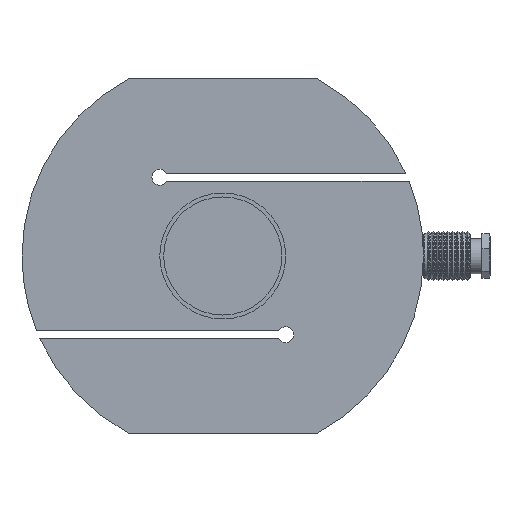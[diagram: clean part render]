
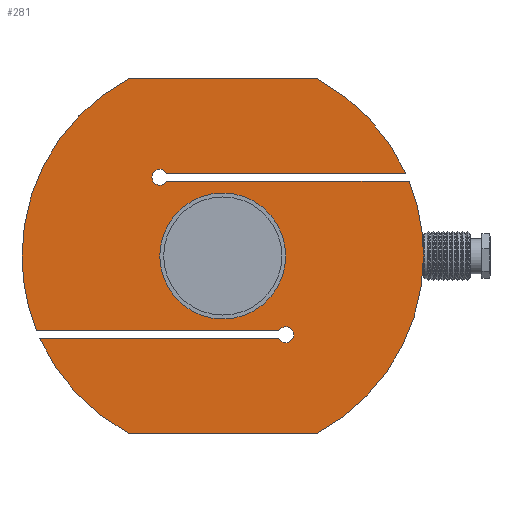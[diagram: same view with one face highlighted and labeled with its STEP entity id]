
A CAD part, front view. The second image highlights one B-rep face of the part: STEP entity #281.
In plain terms, the highlighted face is planar.
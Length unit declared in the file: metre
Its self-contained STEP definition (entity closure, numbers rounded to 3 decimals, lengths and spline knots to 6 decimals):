
#281=ADVANCED_FACE('0:96',(#644,#645),#646,.T.);
#644=FACE_OUTER_BOUND('',#1102,.T.);
#645=FACE_BOUND('',#1103,.T.);
#646=PLANE('',#1104);
#1102=EDGE_LOOP('',(#1717,#1718,#1719,#1720,#1721,#1722,#1723,#1724,#1725,#1726,#1727,#1728,#1729,#1730,#1731,#1732));
#1103=EDGE_LOOP('',(#1733,#1734));
#1104=AXIS2_PLACEMENT_3D('',#1735,#1736,#1737);
#1717=ORIENTED_EDGE('',*,*,#2745,.F.);
#1718=ORIENTED_EDGE('',*,*,#2717,.F.);
#1719=ORIENTED_EDGE('',*,*,#2702,.F.);
#1720=ORIENTED_EDGE('',*,*,#2650,.F.);
#1721=ORIENTED_EDGE('',*,*,#2739,.F.);
#1722=ORIENTED_EDGE('',*,*,#2698,.F.);
#1723=ORIENTED_EDGE('',*,*,#2655,.F.);
#1724=ORIENTED_EDGE('',*,*,#2730,.F.);
#1725=ORIENTED_EDGE('',*,*,#2743,.F.);
#1726=ORIENTED_EDGE('',*,*,#2725,.F.);
#1727=ORIENTED_EDGE('',*,*,#2643,.F.);
#1728=ORIENTED_EDGE('',*,*,#2708,.F.);
#1729=ORIENTED_EDGE('',*,*,#2741,.F.);
#1730=ORIENTED_EDGE('',*,*,#2658,.F.);
#1731=ORIENTED_EDGE('',*,*,#2696,.F.);
#1732=ORIENTED_EDGE('',*,*,#2722,.F.);
#1733=ORIENTED_EDGE('',*,*,#2691,.T.);
#1734=ORIENTED_EDGE('',*,*,#2665,.T.);
#1735=CARTESIAN_POINT('',(0.013161,0.006544,0.0225));
#1736=DIRECTION('',(0.0,0.0,1.0));
#1737=DIRECTION('',(1.0,-0.0,0.0));
#2643=EDGE_CURVE('',#3099,#3102,#3103,.T.);
#2650=EDGE_CURVE('0:159',#3113,#3109,#3115,.T.);
#2655=EDGE_CURVE('0:147',#3122,#3118,#3124,.T.);
#2658=EDGE_CURVE('',#3126,#3129,#3130,.T.);
#2665=EDGE_CURVE('',#3136,#3140,#3142,.T.);
#2691=EDGE_CURVE('0:126',#3140,#3136,#3180,.T.);
#2696=EDGE_CURVE('0:129',#3185,#3126,#3187,.T.);
#2698=EDGE_CURVE('',#3118,#3189,#3190,.T.);
#2702=EDGE_CURVE('',#3109,#3195,#3196,.T.);
#2708=EDGE_CURVE('0:165',#3203,#3099,#3205,.T.);
#2717=EDGE_CURVE('0:192',#3195,#3215,#3216,.T.);
#2722=EDGE_CURVE('0:204',#3221,#3185,#3223,.T.);
#2725=EDGE_CURVE('0:210',#3102,#3227,#3228,.T.);
#2730=EDGE_CURVE('0:222',#3233,#3122,#3235,.T.);
#2739=EDGE_CURVE('0:237',#3189,#3113,#3244,.T.);
#2741=EDGE_CURVE('0:240',#3129,#3203,#3246,.T.);
#2743=EDGE_CURVE('0:243',#3227,#3233,#3248,.T.);
#2745=EDGE_CURVE('0:246',#3215,#3221,#3250,.T.);
#3099=VERTEX_POINT('',#3726);
#3102=VERTEX_POINT('',#3730);
#3103=CIRCLE('',#3731,0.051);
#3109=VERTEX_POINT('',#3738);
#3113=VERTEX_POINT('',#3743);
#3115=CIRCLE('',#3746,0.051);
#3118=VERTEX_POINT('',#3749);
#3122=VERTEX_POINT('',#3754);
#3124=CIRCLE('',#3757,0.002);
#3126=VERTEX_POINT('',#3759);
#3129=VERTEX_POINT('',#3763);
#3130=CIRCLE('',#3764,0.002);
#3136=VERTEX_POINT('',#3771);
#3140=VERTEX_POINT('',#3776);
#3142=CIRCLE('',#3779,0.016);
#3180=CIRCLE('',#3823,0.016);
#3185=VERTEX_POINT('',#3828);
#3187=CIRCLE('',#3831,0.002);
#3189=VERTEX_POINT('',#3833);
#3190=CIRCLE('',#3834,0.002);
#3195=VERTEX_POINT('',#3840);
#3196=CIRCLE('',#3841,0.051);
#3203=VERTEX_POINT('',#3849);
#3205=CIRCLE('',#3852,0.051);
#3215=VERTEX_POINT('',#3863);
#3216=LINE('',#3864,#3865);
#3221=VERTEX_POINT('',#3872);
#3223=LINE('',#3875,#3876);
#3227=VERTEX_POINT('',#3881);
#3228=LINE('',#3882,#3883);
#3233=VERTEX_POINT('',#3890);
#3235=LINE('',#3893,#3894);
#3244=LINE('',#3905,#3906);
#3246=LINE('',#3908,#3909);
#3248=CIRCLE('',#3911,0.051);
#3250=CIRCLE('',#3913,0.051);
#3726=CARTESIAN_POINT('',(0.064161,0.006544,0.0225));
#3730=CARTESIAN_POINT('',(0.037161,-0.038456,0.0225));
#3731=AXIS2_PLACEMENT_3D('',#4513,#4514,#4515);
#3738=CARTESIAN_POINT('',(-0.037839,0.006544,0.0225));
#3743=CARTESIAN_POINT('',(-0.034167,-0.012456,0.0225));
#3746=AXIS2_PLACEMENT_3D('',#4525,#4526,#4527);
#3749=CARTESIAN_POINT('',(0.031161,-0.013456,0.0225));
#3754=CARTESIAN_POINT('',(0.027429,-0.014456,0.0225));
#3757=AXIS2_PLACEMENT_3D('',#4533,#4534,#4535);
#3759=CARTESIAN_POINT('',(-0.004839,0.026544,0.0225));
#3763=CARTESIAN_POINT('',(-0.001106,0.025544,0.0225));
#3764=AXIS2_PLACEMENT_3D('',#4537,#4538,#4539);
#3771=CARTESIAN_POINT('',(0.029161,0.006544,0.0225));
#3776=CARTESIAN_POINT('',(-0.002839,0.006544,0.0225));
#3779=AXIS2_PLACEMENT_3D('',#4549,#4550,#4551);
#3823=AXIS2_PLACEMENT_3D('',#4594,#4595,#4596);
#3828=CARTESIAN_POINT('',(-0.001106,0.027544,0.0225));
#3831=AXIS2_PLACEMENT_3D('',#4604,#4605,#4606);
#3833=CARTESIAN_POINT('',(0.027429,-0.012456,0.0225));
#3834=AXIS2_PLACEMENT_3D('',#4607,#4608,#4609);
#3840=CARTESIAN_POINT('',(-0.010839,0.051544,0.0225));
#3841=AXIS2_PLACEMENT_3D('',#4614,#4615,#4616);
#3849=CARTESIAN_POINT('',(0.06049,0.025544,0.0225));
#3852=AXIS2_PLACEMENT_3D('',#4625,#4626,#4627);
#3863=CARTESIAN_POINT('',(0.037161,0.051544,0.0225));
#3864=CARTESIAN_POINT('',(-0.010839,0.051544,0.0225));
#3865=VECTOR('',#4641,1.0);
#3872=CARTESIAN_POINT('',(0.059637,0.027544,0.0225));
#3875=CARTESIAN_POINT('',(0.059637,0.027544,0.0225));
#3876=VECTOR('',#4645,1.0);
#3881=CARTESIAN_POINT('',(-0.010839,-0.038456,0.0225));
#3882=CARTESIAN_POINT('',(-0.010839,-0.038456,0.0225));
#3883=VECTOR('',#4647,1.0);
#3890=CARTESIAN_POINT('',(-0.033314,-0.014456,0.0225));
#3893=CARTESIAN_POINT('',(0.027429,-0.014456,0.0225));
#3894=VECTOR('',#4651,1.0);
#3905=CARTESIAN_POINT('',(-0.034167,-0.012456,0.0225));
#3906=VECTOR('',#4660,1.0);
#3908=CARTESIAN_POINT('',(-0.001106,0.025544,0.0225));
#3909=VECTOR('',#4661,1.0);
#3911=AXIS2_PLACEMENT_3D('',#4662,#4663,#4664);
#3913=AXIS2_PLACEMENT_3D('',#4665,#4666,#4667);
#4513=CARTESIAN_POINT('',(0.013161,0.006544,0.0225));
#4514=DIRECTION('',(0.0,0.0,-1.0));
#4515=DIRECTION('',(1.0,0.0,0.0));
#4525=CARTESIAN_POINT('',(0.013161,0.006544,0.0225));
#4526=DIRECTION('',(0.0,0.0,-1.0));
#4527=DIRECTION('',(1.0,0.0,0.0));
#4533=CARTESIAN_POINT('',(0.029161,-0.013456,0.0225));
#4534=DIRECTION('',(0.0,-0.0,1.0));
#4535=DIRECTION('',(1.0,0.0,0.0));
#4537=CARTESIAN_POINT('',(-0.002839,0.026544,0.0225));
#4538=DIRECTION('',(0.0,-0.0,1.0));
#4539=DIRECTION('',(1.0,0.0,0.0));
#4549=CARTESIAN_POINT('',(0.013161,0.006544,0.0225));
#4550=DIRECTION('',(0.0,0.0,-1.0));
#4551=DIRECTION('',(1.0,0.0,0.0));
#4594=CARTESIAN_POINT('',(0.013161,0.006544,0.0225));
#4595=DIRECTION('',(0.0,0.0,-1.0));
#4596=DIRECTION('',(1.0,0.0,0.0));
#4604=CARTESIAN_POINT('',(-0.002839,0.026544,0.0225));
#4605=DIRECTION('',(0.0,-0.0,1.0));
#4606=DIRECTION('',(1.0,0.0,0.0));
#4607=CARTESIAN_POINT('',(0.029161,-0.013456,0.0225));
#4608=DIRECTION('',(0.0,-0.0,1.0));
#4609=DIRECTION('',(1.0,0.0,0.0));
#4614=CARTESIAN_POINT('',(0.013161,0.006544,0.0225));
#4615=DIRECTION('',(0.0,0.0,-1.0));
#4616=DIRECTION('',(1.0,0.0,0.0));
#4625=CARTESIAN_POINT('',(0.013161,0.006544,0.0225));
#4626=DIRECTION('',(0.0,0.0,-1.0));
#4627=DIRECTION('',(1.0,0.0,0.0));
#4641=DIRECTION('',(1.0,0.0,0.0));
#4645=DIRECTION('',(-1.0,0.,0.0));
#4647=DIRECTION('',(-1.0,-0.0,-0.0));
#4651=DIRECTION('',(1.0,0.,-0.0));
#4660=DIRECTION('',(-1.0,0.,-0.0));
#4661=DIRECTION('',(1.0,0.0,0.0));
#4662=CARTESIAN_POINT('',(0.013161,0.006544,0.0225));
#4663=DIRECTION('',(0.0,0.0,-1.0));
#4664=DIRECTION('',(1.0,0.0,0.0));
#4665=CARTESIAN_POINT('',(0.013161,0.006544,0.0225));
#4666=DIRECTION('',(0.0,0.0,-1.0));
#4667=DIRECTION('',(1.0,0.0,0.0));
